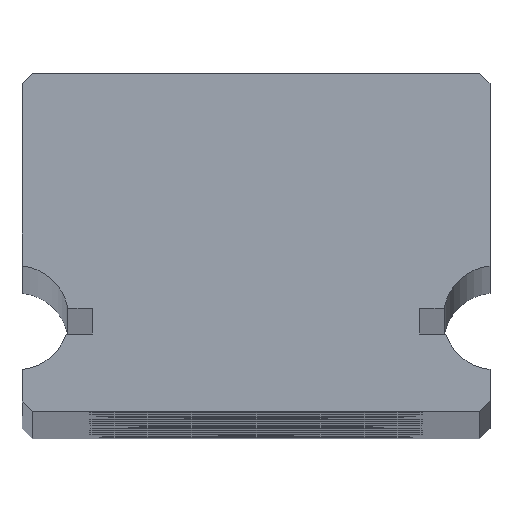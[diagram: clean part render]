
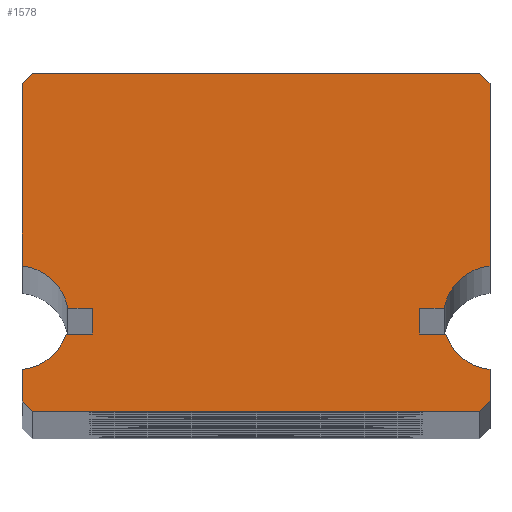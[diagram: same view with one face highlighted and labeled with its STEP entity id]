
A CAD part, top view. The second image highlights one B-rep face of the part: STEP entity #1578.
In plain terms, the highlighted planar face has unit normal (0, 0, 1).
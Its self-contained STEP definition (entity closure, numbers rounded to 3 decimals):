
#77=PLANE('',#1732);
#152=FACE_OUTER_BOUND('',#279,.T.);
#279=EDGE_LOOP('',(#1221,#1222,#1223,#1224,#1225,#1226,#1227,#1228,#1229,
#1230,#1231,#1232,#1233,#1234,#1235,#1236,#1237,#1238,#1239,#1240));
#372=LINE('',#2442,#484);
#375=LINE('',#2448,#487);
#378=LINE('',#2454,#490);
#382=LINE('',#2466,#494);
#385=LINE('',#2472,#497);
#388=LINE('',#2478,#500);
#391=LINE('',#2512,#503);
#394=LINE('',#2518,#506);
#398=LINE('',#2530,#510);
#401=LINE('',#2536,#513);
#404=LINE('',#2542,#516);
#408=LINE('',#2554,#520);
#411=LINE('',#2560,#523);
#414=LINE('',#2566,#526);
#417=LINE('',#2600,#529);
#420=LINE('',#2605,#532);
#484=VECTOR('',#1912,0.5);
#487=VECTOR('',#1917,0.5);
#490=VECTOR('',#1922,0.468);
#494=VECTOR('',#1934,3.505);
#497=VECTOR('',#1939,0.283);
#500=VECTOR('',#1944,8.6);
#503=VECTOR('',#1977,0.283);
#506=VECTOR('',#1982,3.505);
#510=VECTOR('',#1994,0.468);
#513=VECTOR('',#1999,0.5);
#516=VECTOR('',#2004,0.5);
#520=VECTOR('',#2016,0.605);
#523=VECTOR('',#2021,0.283);
#526=VECTOR('',#2026,8.6);
#529=VECTOR('',#2059,0.283);
#532=VECTOR('',#2064,0.605);
#597=CIRCLE('',#1676,1.);
#599=CIRCLE('',#1682,1.);
#615=CIRCLE('',#1704,1.);
#617=CIRCLE('',#1710,1.);
#710=VERTEX_POINT('',#2432);
#711=VERTEX_POINT('',#2433);
#714=VERTEX_POINT('',#2441);
#716=VERTEX_POINT('',#2447);
#718=VERTEX_POINT('',#2453);
#720=VERTEX_POINT('',#2459);
#722=VERTEX_POINT('',#2465);
#724=VERTEX_POINT('',#2471);
#726=VERTEX_POINT('',#2477);
#742=VERTEX_POINT('',#2511);
#744=VERTEX_POINT('',#2517);
#746=VERTEX_POINT('',#2523);
#748=VERTEX_POINT('',#2529);
#750=VERTEX_POINT('',#2535);
#752=VERTEX_POINT('',#2541);
#754=VERTEX_POINT('',#2547);
#756=VERTEX_POINT('',#2553);
#758=VERTEX_POINT('',#2559);
#760=VERTEX_POINT('',#2565);
#776=VERTEX_POINT('',#2599);
#859=EDGE_CURVE('',#710,#711,#597,.T.);
#863=EDGE_CURVE('',#711,#714,#372,.T.);
#866=EDGE_CURVE('',#714,#716,#375,.T.);
#869=EDGE_CURVE('',#716,#718,#378,.T.);
#872=EDGE_CURVE('',#718,#720,#599,.T.);
#875=EDGE_CURVE('',#720,#722,#382,.T.);
#878=EDGE_CURVE('',#722,#724,#385,.T.);
#881=EDGE_CURVE('',#724,#726,#388,.T.);
#898=EDGE_CURVE('',#726,#742,#391,.T.);
#901=EDGE_CURVE('',#742,#744,#394,.T.);
#904=EDGE_CURVE('',#744,#746,#615,.T.);
#907=EDGE_CURVE('',#746,#748,#398,.T.);
#910=EDGE_CURVE('',#748,#750,#401,.T.);
#913=EDGE_CURVE('',#750,#752,#404,.T.);
#916=EDGE_CURVE('',#752,#754,#617,.T.);
#919=EDGE_CURVE('',#754,#756,#408,.T.);
#922=EDGE_CURVE('',#756,#758,#411,.T.);
#925=EDGE_CURVE('',#758,#760,#414,.T.);
#942=EDGE_CURVE('',#760,#776,#417,.T.);
#945=EDGE_CURVE('',#776,#710,#420,.T.);
#1221=ORIENTED_EDGE('',*,*,#859,.T.);
#1222=ORIENTED_EDGE('',*,*,#863,.T.);
#1223=ORIENTED_EDGE('',*,*,#866,.T.);
#1224=ORIENTED_EDGE('',*,*,#869,.T.);
#1225=ORIENTED_EDGE('',*,*,#872,.T.);
#1226=ORIENTED_EDGE('',*,*,#875,.T.);
#1227=ORIENTED_EDGE('',*,*,#878,.T.);
#1228=ORIENTED_EDGE('',*,*,#881,.T.);
#1229=ORIENTED_EDGE('',*,*,#898,.T.);
#1230=ORIENTED_EDGE('',*,*,#901,.T.);
#1231=ORIENTED_EDGE('',*,*,#904,.T.);
#1232=ORIENTED_EDGE('',*,*,#907,.T.);
#1233=ORIENTED_EDGE('',*,*,#910,.T.);
#1234=ORIENTED_EDGE('',*,*,#913,.T.);
#1235=ORIENTED_EDGE('',*,*,#916,.T.);
#1236=ORIENTED_EDGE('',*,*,#919,.T.);
#1237=ORIENTED_EDGE('',*,*,#922,.T.);
#1238=ORIENTED_EDGE('',*,*,#925,.T.);
#1239=ORIENTED_EDGE('',*,*,#942,.T.);
#1240=ORIENTED_EDGE('',*,*,#945,.T.);
#1578=ADVANCED_FACE('',(#152),#77,.F.);
#1676=AXIS2_PLACEMENT_3D('',#2434,#1904,#1905);
#1682=AXIS2_PLACEMENT_3D('',#2460,#1927,#1928);
#1704=AXIS2_PLACEMENT_3D('',#2524,#1987,#1988);
#1710=AXIS2_PLACEMENT_3D('',#2548,#2009,#2010);
#1732=AXIS2_PLACEMENT_3D('',#2608,#2068,#2069);
#1904=DIRECTION('center_axis',(0.,0.,-1.));
#1905=DIRECTION('ref_axis',(1.,0.,0.));
#1912=DIRECTION('',(-1.,0.,0.));
#1917=DIRECTION('',(0.,1.,0.));
#1922=DIRECTION('',(1.,0.,0.));
#1927=DIRECTION('center_axis',(0.,0.,-1.));
#1928=DIRECTION('ref_axis',(1.,0.,0.));
#1934=DIRECTION('',(0.,1.,0.));
#1939=DIRECTION('',(-0.707,0.707,0.));
#1944=DIRECTION('',(-1.,0.,0.));
#1977=DIRECTION('',(-0.707,-0.707,0.));
#1982=DIRECTION('',(0.,-1.,0.));
#1987=DIRECTION('center_axis',(0.,0.,-1.));
#1988=DIRECTION('ref_axis',(1.,0.,0.));
#1994=DIRECTION('',(1.,0.,0.));
#1999=DIRECTION('',(0.,-1.,0.));
#2004=DIRECTION('',(-1.,0.,0.));
#2009=DIRECTION('center_axis',(0.,0.,-1.));
#2010=DIRECTION('ref_axis',(1.,0.,0.));
#2016=DIRECTION('',(0.,-1.,0.));
#2021=DIRECTION('',(0.707,-0.707,0.));
#2026=DIRECTION('',(1.,0.,0.));
#2059=DIRECTION('',(0.707,0.707,0.));
#2064=DIRECTION('',(0.,1.,0.));
#2068=DIRECTION('center_axis',(0.,0.,-1.));
#2069=DIRECTION('ref_axis',(1.,0.,0.));
#2432=CARTESIAN_POINT('',(4.5,-2.445,300.));
#2433=CARTESIAN_POINT('',(3.65,-1.763,300.));
#2434=CARTESIAN_POINT('Origin',(4.6,-1.45,300.));
#2441=CARTESIAN_POINT('',(3.15,-1.763,300.));
#2442=CARTESIAN_POINT('',(3.65,-1.763,300.));
#2447=CARTESIAN_POINT('',(3.15,-1.263,300.));
#2448=CARTESIAN_POINT('',(3.15,-1.763,300.));
#2453=CARTESIAN_POINT('',(3.618,-1.263,300.));
#2454=CARTESIAN_POINT('',(3.15,-1.263,300.));
#2459=CARTESIAN_POINT('',(4.5,-0.455,300.));
#2460=CARTESIAN_POINT('Origin',(4.6,-1.45,300.));
#2465=CARTESIAN_POINT('',(4.5,3.05,300.));
#2466=CARTESIAN_POINT('',(4.5,-0.455,300.));
#2471=CARTESIAN_POINT('',(4.3,3.25,300.));
#2472=CARTESIAN_POINT('',(4.5,3.05,300.));
#2477=CARTESIAN_POINT('',(-4.3,3.25,300.));
#2478=CARTESIAN_POINT('',(4.3,3.25,300.));
#2511=CARTESIAN_POINT('',(-4.5,3.05,300.));
#2512=CARTESIAN_POINT('',(-4.3,3.25,300.));
#2517=CARTESIAN_POINT('',(-4.5,-0.455,300.));
#2518=CARTESIAN_POINT('',(-4.5,3.05,300.));
#2523=CARTESIAN_POINT('',(-3.618,-1.263,300.));
#2524=CARTESIAN_POINT('Origin',(-4.6,-1.45,300.));
#2529=CARTESIAN_POINT('',(-3.15,-1.263,300.));
#2530=CARTESIAN_POINT('',(-3.618,-1.263,300.));
#2535=CARTESIAN_POINT('',(-3.15,-1.763,300.));
#2536=CARTESIAN_POINT('',(-3.15,-1.263,300.));
#2541=CARTESIAN_POINT('',(-3.65,-1.763,300.));
#2542=CARTESIAN_POINT('',(-3.15,-1.763,300.));
#2547=CARTESIAN_POINT('',(-4.5,-2.445,300.));
#2548=CARTESIAN_POINT('Origin',(-4.6,-1.45,300.));
#2553=CARTESIAN_POINT('',(-4.5,-3.05,300.));
#2554=CARTESIAN_POINT('',(-4.5,-2.445,300.));
#2559=CARTESIAN_POINT('',(-4.3,-3.25,300.));
#2560=CARTESIAN_POINT('',(-4.5,-3.05,300.));
#2565=CARTESIAN_POINT('',(4.3,-3.25,300.));
#2566=CARTESIAN_POINT('',(-4.3,-3.25,300.));
#2599=CARTESIAN_POINT('',(4.5,-3.05,300.));
#2600=CARTESIAN_POINT('',(4.3,-3.25,300.));
#2605=CARTESIAN_POINT('',(4.5,-3.05,300.));
#2608=CARTESIAN_POINT('Origin',(4.6,-1.45,300.));
